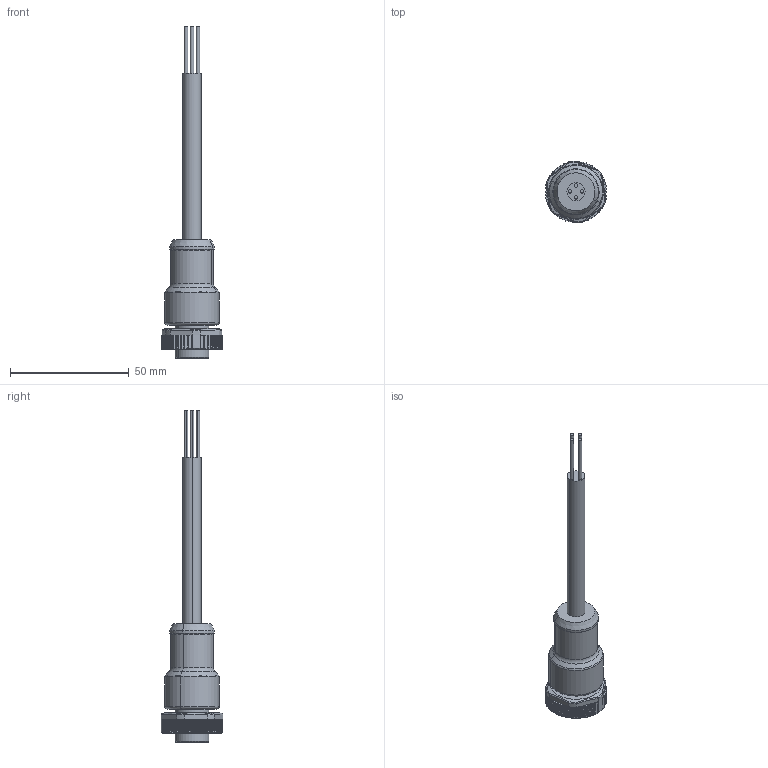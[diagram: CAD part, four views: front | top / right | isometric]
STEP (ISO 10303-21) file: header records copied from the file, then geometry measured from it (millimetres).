
FILE_DESCRIPTION (( 'STEP AP203' ), '1' );
FILE_NAME ('7700-A4021-U0C0200.step', '2025-06-19T17:20:36', ( '' ), ( '' ), 'SwSTEP 2.0', 'SolidWorks 2024', '' );
FILE_SCHEMA (( 'CONFIG_CONTROL_DESIGN' ));
Length unit declared in the file: millimetre
Products named in the file (1): 7700-A4021-U0C0200
Bounding box: 26 x 26 x 139.9 mm (x, y, z)
Volume: 18784.2 mm3; surface area: 8324.5 mm2
Topology: 1 solids, 1 shells, 674 faces, 1830 edges, 1183 vertices
Faces by surface type: plane 296, cylinder 293, cone 38, torus 38, bspline 9
Entity records: 24414 total; most frequent: CARTESIAN_POINT 7614, ORIENTED_EDGE 3660, DIRECTION 3383, EDGE_CURVE 1830, AXIS2_PLACEMENT_3D 1270, VERTEX_POINT 1183, LINE 843, VECTOR 843
